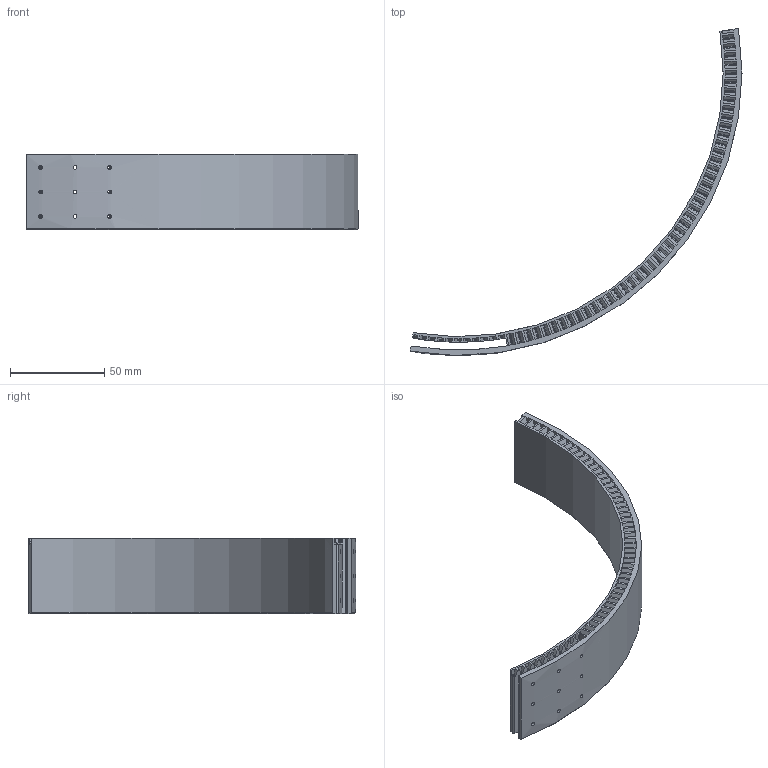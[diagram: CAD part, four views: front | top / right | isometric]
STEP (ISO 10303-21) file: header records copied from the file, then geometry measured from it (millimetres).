
FILE_DESCRIPTION(('FreeCAD Model'),'2;1');
FILE_NAME('Open CASCADE Shape Model','2025-03-17T18:15:19',(''),(''), 'Open CASCADE STEP processor 7.8','FreeCAD','Unknown');
FILE_SCHEMA(('AUTOMOTIVE_DESIGN { 1 0 10303 214 1 1 1 1 }'));
Length unit declared in the file: millimetre
Products named in the file (1): 2-rotor-segmented-in-two--part-2
Bounding box: 176.04 x 173.47 x 40 mm (x, y, z)
Volume: 99171.7 mm3; surface area: 34195.3 mm2
Topology: 1 solids, 1 shells, 438 faces, 1165 edges, 776 vertices
Faces by surface type: plane 172, cone 119, bspline 117, cylinder 30
Full cylindrical faces by diameter (mm): 2 x12
Entity records: 15819 total; most frequent: CARTESIAN_POINT 5777, ORIENTED_EDGE 2330, DIRECTION 1616, EDGE_CURVE 1165, VERTEX_POINT 776, AXIS2_PLACEMENT_3D 572, FACE_BOUND 521, EDGE_LOOP 521
